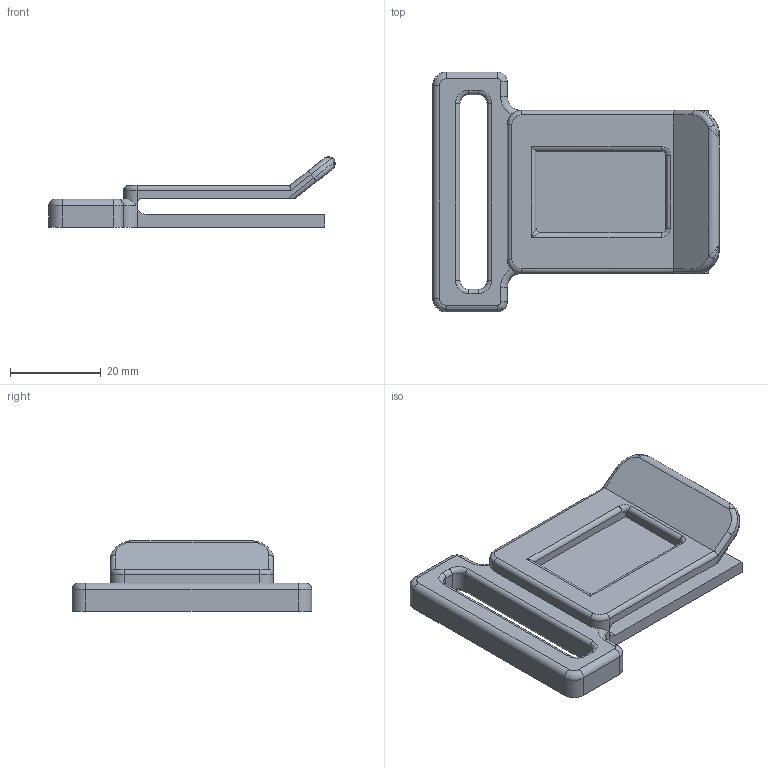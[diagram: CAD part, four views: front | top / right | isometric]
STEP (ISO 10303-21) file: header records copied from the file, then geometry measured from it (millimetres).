
FILE_DESCRIPTION(/* description */ (''),/* implementation_level */ '2;1');
FILE_NAME(/* name */ 'clip_2_full.step',/* time_stamp */ '2020-09-24T14:47:28+02:00',/* author */ (''),/* organization */ (''),/* preprocessor_version */ 'ST-DEVELOPER v18.1',/* originating_system */ 'Autodesk Translation Framework v9.3.0.1241',/* authorisation */ '');
FILE_SCHEMA (('AUTOMOTIVE_DESIGN { 1 0 10303 214 3 1 1 }'));
Length unit declared in the file: millimetre
Products named in the file (1): clip_2_full
Bounding box: 63.28 x 53 x 15.52 mm (x, y, z)
Volume: 12100.4 mm3; surface area: 8759.1 mm2
Topology: 1 solids, 1 shells, 98 faces, 243 edges, 142 vertices
Faces by surface type: cylinder 43, plane 28, torus 18, bspline 9
Entity records: 3151 total; most frequent: CARTESIAN_POINT 794, DIRECTION 516, ORIENTED_EDGE 476, EDGE_CURVE 238, AXIS2_PLACEMENT_3D 202, VERTEX_POINT 142, LINE 112, VECTOR 112
